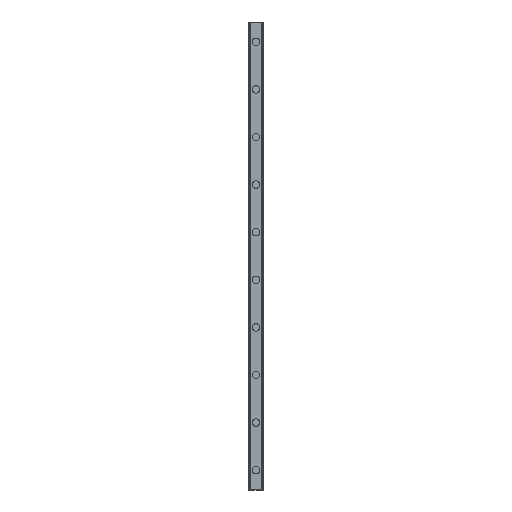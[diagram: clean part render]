
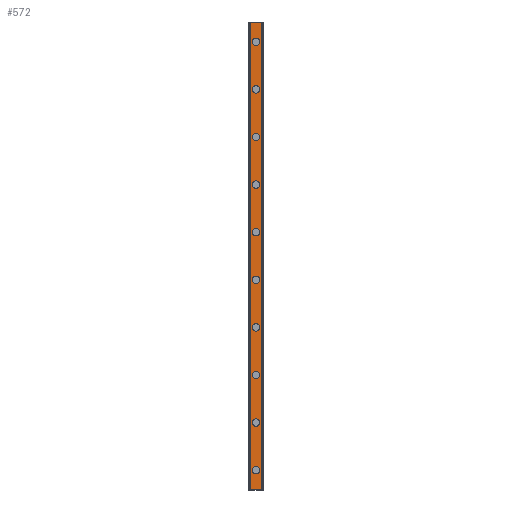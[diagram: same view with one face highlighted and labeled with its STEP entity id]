
A CAD part, top view. The second image highlights one B-rep face of the part: STEP entity #572.
In plain terms, the highlighted planar face has unit normal (0, 0, 1).
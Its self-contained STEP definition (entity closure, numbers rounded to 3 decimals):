
#572=ADVANCED_FACE('',(#1173,#1174,#1175,#1176,#1177,#1178,#1179,#1180,#1181,#1182,#1183),#1184,.T.);
#1173=FACE_BOUND('',#1806,.T.);
#1174=FACE_BOUND('',#1807,.T.);
#1175=FACE_BOUND('',#1808,.T.);
#1176=FACE_BOUND('',#1809,.T.);
#1177=FACE_BOUND('',#1810,.T.);
#1178=FACE_BOUND('',#1811,.T.);
#1179=FACE_BOUND('',#1812,.T.);
#1180=FACE_BOUND('',#1813,.T.);
#1181=FACE_BOUND('',#1814,.T.);
#1182=FACE_BOUND('',#1815,.T.);
#1183=FACE_OUTER_BOUND('',#1816,.T.);
#1184=PLANE('',#1817);
#1806=EDGE_LOOP('',(#3432,#3433));
#1807=EDGE_LOOP('',(#3434,#3435));
#1808=EDGE_LOOP('',(#3436,#3437));
#1809=EDGE_LOOP('',(#3438,#3439));
#1810=EDGE_LOOP('',(#3440,#3441));
#1811=EDGE_LOOP('',(#3442,#3443));
#1812=EDGE_LOOP('',(#3444,#3445));
#1813=EDGE_LOOP('',(#3446,#3447));
#1814=EDGE_LOOP('',(#3448,#3449));
#1815=EDGE_LOOP('',(#3450,#3451));
#1816=EDGE_LOOP('',(#3452,#3453,#3454,#3455));
#1817=AXIS2_PLACEMENT_3D('',#3456,#3457,#3458);
#3432=ORIENTED_EDGE('',*,*,#3745,.T.);
#3433=ORIENTED_EDGE('',*,*,#4185,.T.);
#3434=ORIENTED_EDGE('',*,*,#3735,.T.);
#3435=ORIENTED_EDGE('',*,*,#4191,.T.);
#3436=ORIENTED_EDGE('',*,*,#3725,.T.);
#3437=ORIENTED_EDGE('',*,*,#4197,.T.);
#3438=ORIENTED_EDGE('',*,*,#3715,.T.);
#3439=ORIENTED_EDGE('',*,*,#4203,.T.);
#3440=ORIENTED_EDGE('',*,*,#3705,.T.);
#3441=ORIENTED_EDGE('',*,*,#4209,.T.);
#3442=ORIENTED_EDGE('',*,*,#3695,.T.);
#3443=ORIENTED_EDGE('',*,*,#4215,.T.);
#3444=ORIENTED_EDGE('',*,*,#3685,.T.);
#3445=ORIENTED_EDGE('',*,*,#4221,.T.);
#3446=ORIENTED_EDGE('',*,*,#3675,.T.);
#3447=ORIENTED_EDGE('',*,*,#4227,.T.);
#3448=ORIENTED_EDGE('',*,*,#3665,.T.);
#3449=ORIENTED_EDGE('',*,*,#4233,.T.);
#3450=ORIENTED_EDGE('',*,*,#3655,.T.);
#3451=ORIENTED_EDGE('',*,*,#4239,.T.);
#3452=ORIENTED_EDGE('',*,*,#4164,.T.);
#3453=ORIENTED_EDGE('',*,*,#4286,.F.);
#3454=ORIENTED_EDGE('',*,*,#4034,.F.);
#3455=ORIENTED_EDGE('',*,*,#4284,.T.);
#3456=CARTESIAN_POINT('',(0.0,590.0,17.5));
#3457=DIRECTION('',(0.0,0.0,1.0));
#3458=DIRECTION('',(-1.0,0.0,-0.0));
#3655=EDGE_CURVE('',#4342,#4339,#4343,.T.);
#3665=EDGE_CURVE('',#4360,#4357,#4361,.T.);
#3675=EDGE_CURVE('',#4378,#4375,#4379,.T.);
#3685=EDGE_CURVE('',#4396,#4393,#4397,.T.);
#3695=EDGE_CURVE('',#4414,#4411,#4415,.T.);
#3705=EDGE_CURVE('',#4432,#4429,#4433,.T.);
#3715=EDGE_CURVE('',#4450,#4447,#4451,.T.);
#3725=EDGE_CURVE('',#4468,#4465,#4469,.T.);
#3735=EDGE_CURVE('',#4486,#4483,#4487,.T.);
#3745=EDGE_CURVE('',#4504,#4501,#4505,.T.);
#4034=EDGE_CURVE('',#4931,#4933,#4934,.T.);
#4164=EDGE_CURVE('',#5148,#5146,#5149,.T.);
#4185=EDGE_CURVE('',#4501,#4504,#5188,.T.);
#4191=EDGE_CURVE('',#4483,#4486,#5194,.T.);
#4197=EDGE_CURVE('',#4465,#4468,#5200,.T.);
#4203=EDGE_CURVE('',#4447,#4450,#5206,.T.);
#4209=EDGE_CURVE('',#4429,#4432,#5212,.T.);
#4215=EDGE_CURVE('',#4411,#4414,#5218,.T.);
#4221=EDGE_CURVE('',#4393,#4396,#5224,.T.);
#4227=EDGE_CURVE('',#4375,#4378,#5230,.T.);
#4233=EDGE_CURVE('',#4357,#4360,#5236,.T.);
#4239=EDGE_CURVE('',#4339,#4342,#5242,.T.);
#4284=EDGE_CURVE('',#4931,#5148,#5287,.T.);
#4286=EDGE_CURVE('',#4933,#5146,#5289,.T.);
#4339=VERTEX_POINT('',#5344);
#4342=VERTEX_POINT('',#5348);
#4343=CIRCLE('',#5349,4.75);
#4357=VERTEX_POINT('',#5366);
#4360=VERTEX_POINT('',#5370);
#4361=CIRCLE('',#5371,4.75);
#4375=VERTEX_POINT('',#5388);
#4378=VERTEX_POINT('',#5392);
#4379=CIRCLE('',#5393,4.75);
#4393=VERTEX_POINT('',#5410);
#4396=VERTEX_POINT('',#5414);
#4397=CIRCLE('',#5415,4.75);
#4411=VERTEX_POINT('',#5432);
#4414=VERTEX_POINT('',#5436);
#4415=CIRCLE('',#5437,4.75);
#4429=VERTEX_POINT('',#5454);
#4432=VERTEX_POINT('',#5458);
#4433=CIRCLE('',#5459,4.75);
#4447=VERTEX_POINT('',#5476);
#4450=VERTEX_POINT('',#5480);
#4451=CIRCLE('',#5481,4.75);
#4465=VERTEX_POINT('',#5498);
#4468=VERTEX_POINT('',#5502);
#4469=CIRCLE('',#5503,4.75);
#4483=VERTEX_POINT('',#5520);
#4486=VERTEX_POINT('',#5524);
#4487=CIRCLE('',#5525,4.75);
#4501=VERTEX_POINT('',#5542);
#4504=VERTEX_POINT('',#5546);
#4505=CIRCLE('',#5547,4.75);
#4931=VERTEX_POINT('',#6117);
#4933=VERTEX_POINT('',#6120);
#4934=LINE('',#6121,#6122);
#5146=VERTEX_POINT('',#6416);
#5148=VERTEX_POINT('',#6419);
#5149=LINE('',#6420,#6421);
#5188=CIRCLE('',#6468,4.75);
#5194=CIRCLE('',#6474,4.75);
#5200=CIRCLE('',#6480,4.75);
#5206=CIRCLE('',#6486,4.75);
#5212=CIRCLE('',#6492,4.75);
#5218=CIRCLE('',#6498,4.75);
#5224=CIRCLE('',#6504,4.75);
#5230=CIRCLE('',#6510,4.75);
#5236=CIRCLE('',#6516,4.75);
#5242=CIRCLE('',#6522,4.75);
#5287=LINE('',#6587,#6588);
#5289=LINE('',#6590,#6591);
#5344=CARTESIAN_POINT('',(4.75,25.0,17.5));
#5348=CARTESIAN_POINT('',(-4.75,25.0,17.5));
#5349=AXIS2_PLACEMENT_3D('',#6663,#6664,#6665);
#5366=CARTESIAN_POINT('',(4.75,85.0,17.5));
#5370=CARTESIAN_POINT('',(-4.75,85.0,17.5));
#5371=AXIS2_PLACEMENT_3D('',#6679,#6680,#6681);
#5388=CARTESIAN_POINT('',(4.75,145.0,17.5));
#5392=CARTESIAN_POINT('',(-4.75,145.0,17.5));
#5393=AXIS2_PLACEMENT_3D('',#6695,#6696,#6697);
#5410=CARTESIAN_POINT('',(4.75,205.0,17.5));
#5414=CARTESIAN_POINT('',(-4.75,205.0,17.5));
#5415=AXIS2_PLACEMENT_3D('',#6711,#6712,#6713);
#5432=CARTESIAN_POINT('',(4.75,265.0,17.5));
#5436=CARTESIAN_POINT('',(-4.75,265.0,17.5));
#5437=AXIS2_PLACEMENT_3D('',#6727,#6728,#6729);
#5454=CARTESIAN_POINT('',(4.75,325.0,17.5));
#5458=CARTESIAN_POINT('',(-4.75,325.0,17.5));
#5459=AXIS2_PLACEMENT_3D('',#6743,#6744,#6745);
#5476=CARTESIAN_POINT('',(4.75,385.0,17.5));
#5480=CARTESIAN_POINT('',(-4.75,385.0,17.5));
#5481=AXIS2_PLACEMENT_3D('',#6759,#6760,#6761);
#5498=CARTESIAN_POINT('',(4.75,445.0,17.5));
#5502=CARTESIAN_POINT('',(-4.75,445.0,17.5));
#5503=AXIS2_PLACEMENT_3D('',#6775,#6776,#6777);
#5520=CARTESIAN_POINT('',(4.75,505.0,17.5));
#5524=CARTESIAN_POINT('',(-4.75,505.0,17.5));
#5525=AXIS2_PLACEMENT_3D('',#6791,#6792,#6793);
#5542=CARTESIAN_POINT('',(4.75,565.0,17.5));
#5546=CARTESIAN_POINT('',(-4.75,565.0,17.5));
#5547=AXIS2_PLACEMENT_3D('',#6807,#6808,#6809);
#6117=CARTESIAN_POINT('',(-7.231,590.0,17.5));
#6120=CARTESIAN_POINT('',(7.231,590.0,17.5));
#6121=CARTESIAN_POINT('',(-7.231,590.0,17.5));
#6122=VECTOR('',#7141,1.0);
#6416=CARTESIAN_POINT('',(7.231,0.0,17.5));
#6419=CARTESIAN_POINT('',(-7.231,0.0,17.5));
#6420=CARTESIAN_POINT('',(-7.231,0.0,17.5));
#6421=VECTOR('',#7291,1.0);
#6468=AXIS2_PLACEMENT_3D('',#7333,#7334,#7335);
#6474=AXIS2_PLACEMENT_3D('',#7342,#7343,#7344);
#6480=AXIS2_PLACEMENT_3D('',#7351,#7352,#7353);
#6486=AXIS2_PLACEMENT_3D('',#7360,#7361,#7362);
#6492=AXIS2_PLACEMENT_3D('',#7369,#7370,#7371);
#6498=AXIS2_PLACEMENT_3D('',#7378,#7379,#7380);
#6504=AXIS2_PLACEMENT_3D('',#7387,#7388,#7389);
#6510=AXIS2_PLACEMENT_3D('',#7396,#7397,#7398);
#6516=AXIS2_PLACEMENT_3D('',#7405,#7406,#7407);
#6522=AXIS2_PLACEMENT_3D('',#7414,#7415,#7416);
#6587=CARTESIAN_POINT('',(-7.231,590.0,17.5));
#6588=VECTOR('',#7443,1.0);
#6590=CARTESIAN_POINT('',(7.231,590.0,17.5));
#6591=VECTOR('',#7444,1.0);
#6663=CARTESIAN_POINT('',(0.0,25.0,17.5));
#6664=DIRECTION('',(0.0,0.0,-1.0));
#6665=DIRECTION('',(1.0,0.0,0.0));
#6679=CARTESIAN_POINT('',(0.0,85.0,17.5));
#6680=DIRECTION('',(0.0,0.0,-1.0));
#6681=DIRECTION('',(1.0,0.0,0.0));
#6695=CARTESIAN_POINT('',(0.0,145.0,17.5));
#6696=DIRECTION('',(0.0,0.0,-1.0));
#6697=DIRECTION('',(1.0,0.0,0.0));
#6711=CARTESIAN_POINT('',(0.0,205.0,17.5));
#6712=DIRECTION('',(0.0,0.0,-1.0));
#6713=DIRECTION('',(1.0,0.0,0.0));
#6727=CARTESIAN_POINT('',(0.0,265.0,17.5));
#6728=DIRECTION('',(0.0,0.0,-1.0));
#6729=DIRECTION('',(1.0,0.0,0.0));
#6743=CARTESIAN_POINT('',(0.0,325.0,17.5));
#6744=DIRECTION('',(0.0,0.0,-1.0));
#6745=DIRECTION('',(1.0,0.0,0.0));
#6759=CARTESIAN_POINT('',(0.0,385.0,17.5));
#6760=DIRECTION('',(0.0,0.0,-1.0));
#6761=DIRECTION('',(1.0,0.0,0.0));
#6775=CARTESIAN_POINT('',(0.0,445.0,17.5));
#6776=DIRECTION('',(0.0,0.0,-1.0));
#6777=DIRECTION('',(1.0,0.0,0.0));
#6791=CARTESIAN_POINT('',(0.0,505.0,17.5));
#6792=DIRECTION('',(0.0,0.0,-1.0));
#6793=DIRECTION('',(1.0,0.0,0.0));
#6807=CARTESIAN_POINT('',(0.0,565.0,17.5));
#6808=DIRECTION('',(0.0,0.0,-1.0));
#6809=DIRECTION('',(1.0,0.0,0.0));
#7141=DIRECTION('',(1.0,0.0,0.0));
#7291=DIRECTION('',(1.0,0.0,0.0));
#7333=CARTESIAN_POINT('',(0.0,565.0,17.5));
#7334=DIRECTION('',(0.0,0.0,-1.0));
#7335=DIRECTION('',(1.0,0.0,0.0));
#7342=CARTESIAN_POINT('',(0.0,505.0,17.5));
#7343=DIRECTION('',(0.0,0.0,-1.0));
#7344=DIRECTION('',(1.0,0.0,0.0));
#7351=CARTESIAN_POINT('',(0.0,445.0,17.5));
#7352=DIRECTION('',(0.0,0.0,-1.0));
#7353=DIRECTION('',(1.0,0.0,0.0));
#7360=CARTESIAN_POINT('',(0.0,385.0,17.5));
#7361=DIRECTION('',(0.0,0.0,-1.0));
#7362=DIRECTION('',(1.0,0.0,0.0));
#7369=CARTESIAN_POINT('',(0.0,325.0,17.5));
#7370=DIRECTION('',(0.0,0.0,-1.0));
#7371=DIRECTION('',(1.0,0.0,0.0));
#7378=CARTESIAN_POINT('',(0.0,265.0,17.5));
#7379=DIRECTION('',(0.0,0.0,-1.0));
#7380=DIRECTION('',(1.0,0.0,0.0));
#7387=CARTESIAN_POINT('',(0.0,205.0,17.5));
#7388=DIRECTION('',(0.0,0.0,-1.0));
#7389=DIRECTION('',(1.0,0.0,0.0));
#7396=CARTESIAN_POINT('',(0.0,145.0,17.5));
#7397=DIRECTION('',(0.0,0.0,-1.0));
#7398=DIRECTION('',(1.0,0.0,0.0));
#7405=CARTESIAN_POINT('',(0.0,85.0,17.5));
#7406=DIRECTION('',(0.0,0.0,-1.0));
#7407=DIRECTION('',(1.0,0.0,0.0));
#7414=CARTESIAN_POINT('',(0.0,25.0,17.5));
#7415=DIRECTION('',(0.0,0.0,-1.0));
#7416=DIRECTION('',(1.0,0.0,0.0));
#7443=DIRECTION('',(0.0,-1.0,0.0));
#7444=DIRECTION('',(0.0,-1.0,0.0));
